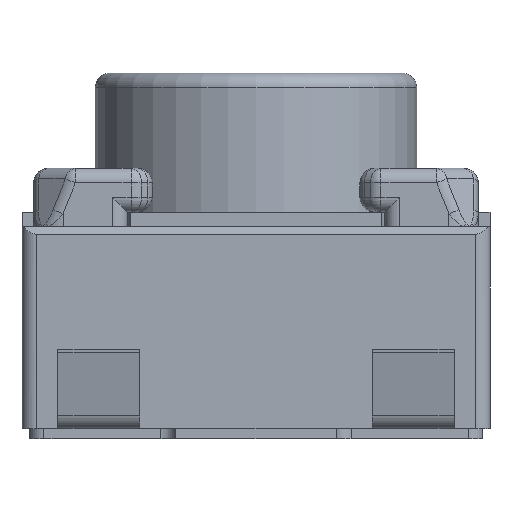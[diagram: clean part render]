
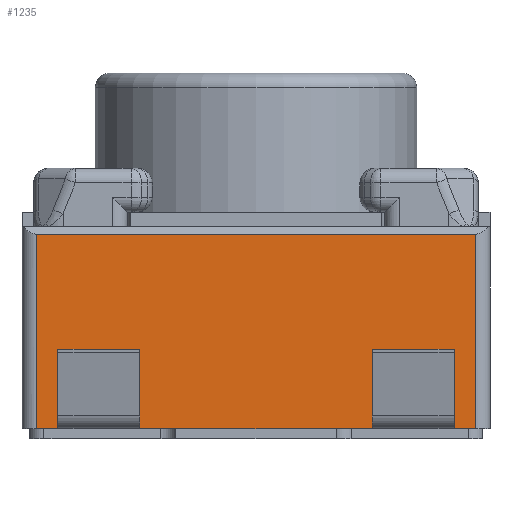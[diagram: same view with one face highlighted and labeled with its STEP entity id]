
A CAD part, left-side view. The second image highlights one B-rep face of the part: STEP entity #1235.
In plain terms, the highlighted planar face has unit normal (-1, 0, 0).
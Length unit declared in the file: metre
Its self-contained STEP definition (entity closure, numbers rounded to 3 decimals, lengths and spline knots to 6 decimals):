
#1179 = EDGE_CURVE( '', #3344, #3345, #3346, .T. );
#1235 = ADVANCED_FACE( '', ( #3445 ), #3446, .F. );
#1261 = EDGE_CURVE( '', #3488, #3489, #3490, .T. );
#1497 = EDGE_CURVE( '', #3864, #3865, #3866, .T. );
#1607 = EDGE_CURVE( '', #3864, #4038, #4039, .T. );
#1621 = EDGE_CURVE( '', #3488, #3344, #4061, .T. );
#1623 = EDGE_CURVE( '', #3345, #4063, #4064, .T. );
#1675 = EDGE_CURVE( '', #3935, #4138, #4139, .T. );
#1965 = EDGE_CURVE( '', #4528, #3865, #4529, .T. );
#2273 = EDGE_CURVE( '', #3935, #4038, #4920, .T. );
#2331 = EDGE_CURVE( '', #4451, #3489, #4987, .T. );
#2447 = EDGE_CURVE( '', #4451, #4138, #5128, .T. );
#2519 = EDGE_CURVE( '', #4528, #4063, #5219, .T. );
#3344 = VERTEX_POINT( '', #6225 );
#3345 = VERTEX_POINT( '', #6226 );
#3346 = LINE( '', #6227, #6228 );
#3445 = FACE_OUTER_BOUND( '', #6369, .T. );
#3446 = PLANE( '', #6370 );
#3488 = VERTEX_POINT( '', #6429 );
#3489 = VERTEX_POINT( '', #6430 );
#3490 = LINE( '', #6431, #6432 );
#3864 = VERTEX_POINT( '', #6954 );
#3865 = VERTEX_POINT( '', #6955 );
#3866 = LINE( '', #6956, #6957 );
#3935 = VERTEX_POINT( '', #7050 );
#4038 = VERTEX_POINT( '', #7190 );
#4039 = LINE( '', #7191, #7192 );
#4061 = LINE( '', #7220, #7221 );
#4063 = VERTEX_POINT( '', #7224 );
#4064 = LINE( '', #7225, #7226 );
#4138 = VERTEX_POINT( '', #7331 );
#4139 = LINE( '', #7332, #7333 );
#4451 = VERTEX_POINT( '', #7784 );
#4528 = VERTEX_POINT( '', #7900 );
#4529 = LINE( '', #7901, #7902 );
#4920 = LINE( '', #8517, #8518 );
#4987 = LINE( '', #8638, #8639 );
#5128 = LINE( '', #8864, #8865 );
#5219 = LINE( '', #8990, #8991 );
#6225 = CARTESIAN_POINT( '', ( -0.0021, -0.0015, 0.0014 ) );
#6226 = CARTESIAN_POINT( '', ( -0.0021, -0.0015, 0.00007 ) );
#6227 = CARTESIAN_POINT( '', ( -0.0021, -0.0015, 0.00145 ) );
#6228 = VECTOR( '', #10258, 1. );
#6369 = EDGE_LOOP( '', ( #10329, #10330, #10331, #10332, #10333, #10334, #10335, #10336, #10337, #10338, #10339, #10340 ) );
#6370 = AXIS2_PLACEMENT_3D( '', #10341, #10342, #10343 );
#6429 = CARTESIAN_POINT( '', ( -0.0021, 0.0015, 0.0014 ) );
#6430 = CARTESIAN_POINT( '', ( -0.0021, 0.0015, 0.00007 ) );
#6431 = CARTESIAN_POINT( '', ( -0.0021, 0.0015, 0.00145 ) );
#6432 = VECTOR( '', #10379, 1. );
#6954 = CARTESIAN_POINT( '', ( -0.0021, -0.000795, 0.00007 ) );
#6955 = CARTESIAN_POINT( '', ( -0.0021, -0.000795, 0.00017 ) );
#6956 = CARTESIAN_POINT( '', ( -0.0021, -0.000795, 0.00017 ) );
#6957 = VECTOR( '', #10865, 1. );
#7050 = CARTESIAN_POINT( '', ( -0.0021, 0.000795, 0.00017 ) );
#7190 = CARTESIAN_POINT( '', ( -0.0021, 0.000795, 0.00007 ) );
#7191 = CARTESIAN_POINT( '', ( -0.0021, 0., 0.00007 ) );
#7192 = VECTOR( '', #11114, 1. );
#7220 = CARTESIAN_POINT( '', ( -0.0021, 0., 0.0014 ) );
#7221 = VECTOR( '', #11146, 1. );
#7224 = CARTESIAN_POINT( '', ( -0.0021, -0.001355, 0.00007 ) );
#7225 = CARTESIAN_POINT( '', ( -0.0021, 0., 0.00007 ) );
#7226 = VECTOR( '', #11147, 1. );
#7331 = CARTESIAN_POINT( '', ( -0.0021, 0.001355, 0.00017 ) );
#7332 = CARTESIAN_POINT( '', ( -0.0021, 0.000844, 0.00017 ) );
#7333 = VECTOR( '', #11238, 1. );
#7784 = CARTESIAN_POINT( '', ( -0.0021, 0.001355, 0.00007 ) );
#7900 = CARTESIAN_POINT( '', ( -0.0021, -0.001355, 0.00017 ) );
#7901 = CARTESIAN_POINT( '', ( -0.0021, 0.0001, 0.00017 ) );
#7902 = VECTOR( '', #11739, 1. );
#8517 = CARTESIAN_POINT( '', ( -0.0021, 0.000795, 0.00017 ) );
#8518 = VECTOR( '', #12306, 1. );
#8638 = CARTESIAN_POINT( '', ( -0.0021, 0., 0.00007 ) );
#8639 = VECTOR( '', #12397, 1. );
#8864 = CARTESIAN_POINT( '', ( -0.0021, 0.001355, 0.00017 ) );
#8865 = VECTOR( '', #12624, 1. );
#8990 = CARTESIAN_POINT( '', ( -0.0021, -0.001355, 0.00017 ) );
#8991 = VECTOR( '', #12798, 1. );
#10258 = DIRECTION( '', ( 0., 0., -1. ) );
#10329 = ORIENTED_EDGE( '', *, *, #1965, .F. );
#10330 = ORIENTED_EDGE( '', *, *, #2519, .T. );
#10331 = ORIENTED_EDGE( '', *, *, #1623, .F. );
#10332 = ORIENTED_EDGE( '', *, *, #1179, .F. );
#10333 = ORIENTED_EDGE( '', *, *, #1621, .F. );
#10334 = ORIENTED_EDGE( '', *, *, #1261, .T. );
#10335 = ORIENTED_EDGE( '', *, *, #2331, .F. );
#10336 = ORIENTED_EDGE( '', *, *, #2447, .T. );
#10337 = ORIENTED_EDGE( '', *, *, #1675, .F. );
#10338 = ORIENTED_EDGE( '', *, *, #2273, .T. );
#10339 = ORIENTED_EDGE( '', *, *, #1607, .F. );
#10340 = ORIENTED_EDGE( '', *, *, #1497, .T. );
#10341 = CARTESIAN_POINT( '', ( -0.0021, 0., 0.00145 ) );
#10342 = DIRECTION( '', ( 1., 0., 0. ) );
#10343 = DIRECTION( '', ( 0., 1., 0. ) );
#10379 = DIRECTION( '', ( 0., 0., -1. ) );
#10865 = DIRECTION( '', ( 0., 0., 1. ) );
#11114 = DIRECTION( '', ( 0., 1., 0. ) );
#11146 = DIRECTION( '', ( 0., -1., 0. ) );
#11147 = DIRECTION( '', ( 0., 1., 0. ) );
#11238 = DIRECTION( '', ( 0., 1., 0. ) );
#11739 = DIRECTION( '', ( 0., 1., 0. ) );
#12306 = DIRECTION( '', ( 0., 0., -1. ) );
#12397 = DIRECTION( '', ( 0., 1., 0. ) );
#12624 = DIRECTION( '', ( 0., 0., 1. ) );
#12798 = DIRECTION( '', ( 0., 0., -1. ) );
